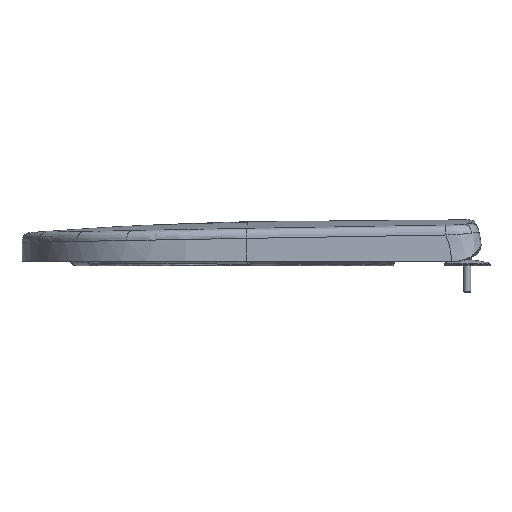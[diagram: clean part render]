
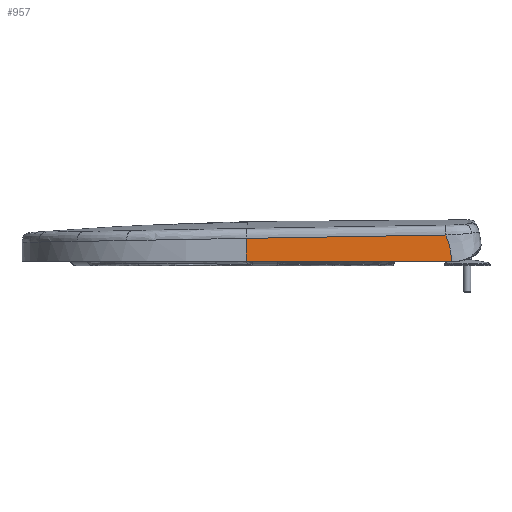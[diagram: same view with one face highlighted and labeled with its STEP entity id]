
A CAD part, front view. The second image highlights one B-rep face of the part: STEP entity #957.
In plain terms, the highlighted free-form (B-spline) face has degree [2, 1] with [3, 2] control points.
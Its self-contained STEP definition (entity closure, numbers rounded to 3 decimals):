
#213=B_SPLINE_SURFACE_WITH_KNOTS('',2,1,((#18854,#18855),(#18856,#18857),
(#18858,#18859)),.UNSPECIFIED.,.F.,.F.,.F.,(3,3),(2,2),(0.,1.),(0.,1.),
 .UNSPECIFIED.);
#957=ADVANCED_FACE('',(#1556),#213,.F.);
#1556=FACE_OUTER_BOUND('',#2127,.T.);
#2127=EDGE_LOOP('',(#3260,#3261,#3262,#3263));
#3260=ORIENTED_EDGE('',*,*,#6617,.T.);
#3261=ORIENTED_EDGE('',*,*,#6305,.F.);
#3262=ORIENTED_EDGE('',*,*,#6618,.F.);
#3263=ORIENTED_EDGE('',*,*,#6588,.T.);
#5424=VERTEX_POINT('',#10094);
#5425=VERTEX_POINT('',#10099);
#5594=VERTEX_POINT('',#17332);
#5604=VERTEX_POINT('',#17939);
#6305=EDGE_CURVE('',#5424,#5425,#7701,.T.);
#6588=EDGE_CURVE('',#5604,#5594,#7960,.T.);
#6617=EDGE_CURVE('',#5594,#5425,#7989,.T.);
#6618=EDGE_CURVE('',#5604,#5424,#7990,.T.);
#7701=B_SPLINE_CURVE_WITH_KNOTS('',3,(#10095,#10096,#10097,#10098),
 .UNSPECIFIED.,.F.,.F.,(4,4),(0.,1.),.UNSPECIFIED.);
#7960=B_SPLINE_CURVE_WITH_KNOTS('',3,(#17913,#17914,#17915,#17916,#17917,
#17918,#17919,#17920,#17921,#17922,#17923,#17924,#17925,#17926,#17927,#17928,
#17929,#17930,#17931,#17932,#17933,#17934,#17935,#17936,#17937,#17938),
 .UNSPECIFIED.,.F.,.F.,(4,2,2,2,1,1,2,2,2,2,1,1,2,2,4),(0.,0.25,
0.5,0.508,0.516,0.531,
0.562,0.625,0.75,0.758,
0.766,0.781,0.812,0.875,
1.),.UNSPECIFIED.);
#7989=B_SPLINE_CURVE_WITH_KNOTS('',1,(#18815,#18816),.UNSPECIFIED.,.F.,
 .F.,(2,2),(0.,1.),.UNSPECIFIED.);
#7990=B_SPLINE_CURVE_WITH_KNOTS('',3,(#18829,#18830,#18831,#18832,#18833,
#18834,#18835,#18836,#18837,#18838,#18839,#18840,#18841,#18842,#18843,#18844,
#18845,#18846,#18847,#18848,#18849,#18850,#18851,#18852,#18853),
 .UNSPECIFIED.,.F.,.F.,(4,2,2,2,2,2,2,2,2,1,1,1,1,1,4),(0.,0.25,
0.375,0.383,0.391,0.406,
0.438,0.5,0.508,0.516,
0.531,0.563,0.625,0.75,
1.),.UNSPECIFIED.);
#10094=CARTESIAN_POINT('',(-17.515,-208.,-19.));
#10095=CARTESIAN_POINT('',(-17.515,-208.,-19.));
#10096=CARTESIAN_POINT('',(-93.373,-208.,-19.));
#10097=CARTESIAN_POINT('',(-169.23,-208.,-19.));
#10098=CARTESIAN_POINT('',(-245.087,-208.,-19.));
#10099=CARTESIAN_POINT('',(-245.087,-208.,-19.));
#17332=CARTESIAN_POINT('',(-245.087,-207.536,6.503));
#17913=CARTESIAN_POINT('',(-23.993,-207.442,10.242));
#17914=CARTESIAN_POINT('',(-41.553,-207.449,9.957));
#17915=CARTESIAN_POINT('',(-59.967,-207.457,9.654));
#17916=CARTESIAN_POINT('',(-98.567,-207.473,9.015));
#17917=CARTESIAN_POINT('',(-117.1,-207.481,8.706));
#17918=CARTESIAN_POINT('',(-135.086,-207.489,8.402));
#17919=CARTESIAN_POINT('',(-135.743,-207.489,8.391));
#17920=CARTESIAN_POINT('',(-136.944,-207.49,8.371));
#17921=CARTESIAN_POINT('',(-138.743,-207.49,8.341));
#17922=CARTESIAN_POINT('',(-142.924,-207.492,8.27));
#17923=CARTESIAN_POINT('',(-146.48,-207.494,8.21));
#17924=CARTESIAN_POINT('',(-153.556,-207.497,8.09));
#17925=CARTESIAN_POINT('',(-158.222,-207.499,8.011));
#17926=CARTESIAN_POINT('',(-172.057,-207.505,7.775));
#17927=CARTESIAN_POINT('',(-181.061,-207.508,7.62));
#17928=CARTESIAN_POINT('',(-190.361,-207.512,7.46));
#17929=CARTESIAN_POINT('',(-190.998,-207.513,7.449));
#17930=CARTESIAN_POINT('',(-192.181,-207.513,7.428));
#17931=CARTESIAN_POINT('',(-193.953,-207.514,7.398));
#17932=CARTESIAN_POINT('',(-198.078,-207.516,7.326));
#17933=CARTESIAN_POINT('',(-201.597,-207.517,7.265));
#17934=CARTESIAN_POINT('',(-208.611,-207.52,7.144));
#17935=CARTESIAN_POINT('',(-213.255,-207.522,7.063));
#17936=CARTESIAN_POINT('',(-227.085,-207.528,6.821));
#17937=CARTESIAN_POINT('',(-236.166,-207.532,6.661));
#17938=CARTESIAN_POINT('',(-245.087,-207.536,6.503));
#17939=CARTESIAN_POINT('',(-23.993,-207.442,10.242));
#18815=CARTESIAN_POINT('',(-245.087,-207.536,6.503));
#18816=CARTESIAN_POINT('',(-245.087,-208.,-19.));
#18829=CARTESIAN_POINT('',(-23.993,-207.442,10.242));
#18830=CARTESIAN_POINT('',(-22.969,-207.486,7.919));
#18831=CARTESIAN_POINT('',(-22.036,-207.531,5.566));
#18832=CARTESIAN_POINT('',(-20.807,-207.599,1.988));
#18833=CARTESIAN_POINT('',(-20.435,-207.621,0.817));
#18834=CARTESIAN_POINT('',(-20.061,-207.646,-0.469));
#18835=CARTESIAN_POINT('',(-20.017,-207.649,-0.623));
#18836=CARTESIAN_POINT('',(-19.953,-207.653,-0.845));
#18837=CARTESIAN_POINT('',(-19.923,-207.655,-0.954));
#18838=CARTESIAN_POINT('',(-19.833,-207.661,-1.273));
#18839=CARTESIAN_POINT('',(-19.778,-207.665,-1.476));
#18840=CARTESIAN_POINT('',(-19.621,-207.676,-2.054));
#18841=CARTESIAN_POINT('',(-19.531,-207.683,-2.4));
#18842=CARTESIAN_POINT('',(-19.298,-207.7,-3.316));
#18843=CARTESIAN_POINT('',(-19.192,-207.709,-3.765));
#18844=CARTESIAN_POINT('',(-19.117,-207.715,-4.087));
#18845=CARTESIAN_POINT('',(-19.091,-207.717,-4.202));
#18846=CARTESIAN_POINT('',(-19.056,-207.72,-4.353));
#18847=CARTESIAN_POINT('',(-19.004,-207.725,-4.58));
#18848=CARTESIAN_POINT('',(-18.887,-207.735,-5.111));
#18849=CARTESIAN_POINT('',(-18.663,-207.755,-6.174));
#18850=CARTESIAN_POINT('',(-18.26,-207.796,-8.313));
#18851=CARTESIAN_POINT('',(-17.642,-207.878,-12.638));
#18852=CARTESIAN_POINT('',(-17.46,-207.951,-16.43));
#18853=CARTESIAN_POINT('',(-17.515,-208.,-19.));
#18854=CARTESIAN_POINT('',(-16.297,-208.,-19.));
#18855=CARTESIAN_POINT('',(-16.297,-207.435,10.559));
#18856=CARTESIAN_POINT('',(-114.888,-208.,-19.));
#18857=CARTESIAN_POINT('',(-114.888,-207.478,8.91));
#18858=CARTESIAN_POINT('',(-245.087,-208.,-19.));
#18859=CARTESIAN_POINT('',(-245.087,-207.532,6.732));
